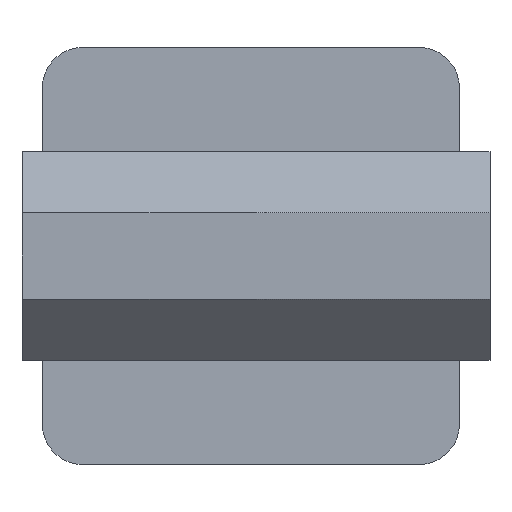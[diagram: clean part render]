
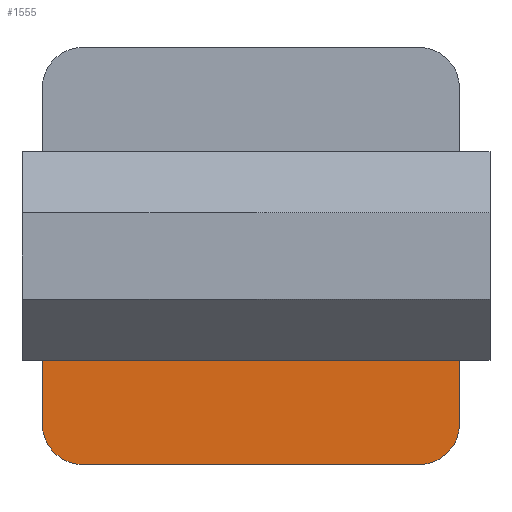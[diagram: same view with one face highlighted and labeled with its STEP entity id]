
A CAD part, front view. The second image highlights one B-rep face of the part: STEP entity #1555.
In plain terms, the highlighted planar face has unit normal (0, -1, 0).
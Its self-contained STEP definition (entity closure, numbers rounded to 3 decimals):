
#16 = AXIS2_PLACEMENT_3D ( 'NONE', #469, #1195, #305 ) ;
#18 = FACE_OUTER_BOUND ( 'NONE', #874, .T. ) ;
#66 = DIRECTION ( 'NONE',  ( 0., -1., 0. ) ) ;
#83 = VERTEX_POINT ( 'NONE', #1397 ) ;
#211 = LINE ( 'NONE', #360, #1393 ) ;
#231 = ORIENTED_EDGE ( 'NONE', *, *, #1121, .F. ) ;
#280 = EDGE_CURVE ( 'NONE', #1538, #1667, #288, .T. ) ;
#288 = LINE ( 'NONE', #1606, #836 ) ;
#305 = DIRECTION ( 'NONE',  ( 0., 0., -1. ) ) ;
#318 = CIRCLE ( 'NONE', #725, 8. ) ;
#337 = ORIENTED_EDGE ( 'NONE', *, *, #1738, .T. ) ;
#339 = CARTESIAN_POINT ( 'NONE',  ( 33., -33.8, -41. ) ) ;
#350 = VERTEX_POINT ( 'NONE', #1647 ) ;
#360 = CARTESIAN_POINT ( 'NONE',  ( 41., -33.8, -20.5 ) ) ;
#412 = EDGE_CURVE ( 'NONE', #490, #1667, #1632, .T. ) ;
#451 = DIRECTION ( 'NONE',  ( 0., -1., 0. ) ) ;
#469 = CARTESIAN_POINT ( 'NONE',  ( 33., -33.8, -33. ) ) ;
#490 = VERTEX_POINT ( 'NONE', #339 ) ;
#612 = DIRECTION ( 'NONE',  ( 0., 0., -1. ) ) ;
#708 = CARTESIAN_POINT ( 'NONE',  ( -33., -33.8, -41. ) ) ;
#719 = DIRECTION ( 'NONE',  ( -1., 0., 0. ) ) ;
#725 = AXIS2_PLACEMENT_3D ( 'NONE', #959, #66, #1557 ) ;
#735 = DIRECTION ( 'NONE',  ( 0., 0., -1. ) ) ;
#806 = DIRECTION ( 'NONE',  ( -1., 0., 0. ) ) ;
#807 = ORIENTED_EDGE ( 'NONE', *, *, #1035, .T. ) ;
#836 = VECTOR ( 'NONE', #735, 1000. ) ;
#874 = EDGE_LOOP ( 'NONE', ( #231, #1126, #1709, #807, #1206, #337 ) ) ;
#885 = AXIS2_PLACEMENT_3D ( 'NONE', #907, #451, #612 ) ;
#907 = CARTESIAN_POINT ( 'NONE',  ( 41., -33.8, -41. ) ) ;
#958 = EDGE_CURVE ( 'NONE', #83, #350, #1132, .T. ) ;
#959 = CARTESIAN_POINT ( 'NONE',  ( -33., -33.8, -33. ) ) ;
#962 = DIRECTION ( 'NONE',  ( 0., 0., 1. ) ) ;
#1035 = EDGE_CURVE ( 'NONE', #1538, #350, #211, .T. ) ;
#1121 = EDGE_CURVE ( 'NONE', #490, #1829, #1155, .T. ) ;
#1126 = ORIENTED_EDGE ( 'NONE', *, *, #412, .T. ) ;
#1132 = LINE ( 'NONE', #1260, #1164 ) ;
#1155 = LINE ( 'NONE', #1890, #1707 ) ;
#1164 = VECTOR ( 'NONE', #962, 1000. ) ;
#1195 = DIRECTION ( 'NONE',  ( 0., -1., 0. ) ) ;
#1197 = PLANE ( 'NONE',  #885 ) ;
#1206 = ORIENTED_EDGE ( 'NONE', *, *, #958, .F. ) ;
#1214 = CARTESIAN_POINT ( 'NONE',  ( 41., -33.8, -33. ) ) ;
#1260 = CARTESIAN_POINT ( 'NONE',  ( -41., -33.8, -41. ) ) ;
#1393 = VECTOR ( 'NONE', #806, 1000. ) ;
#1397 = CARTESIAN_POINT ( 'NONE',  ( -41., -33.8, -33. ) ) ;
#1538 = VERTEX_POINT ( 'NONE', #1892 ) ;
#1555 = ADVANCED_FACE ( 'NONE', ( #18 ), #1197, .T. ) ;
#1557 = DIRECTION ( 'NONE',  ( 0., 0., -1. ) ) ;
#1606 = CARTESIAN_POINT ( 'NONE',  ( 41., -33.8, 41. ) ) ;
#1632 = CIRCLE ( 'NONE', #16, 8. ) ;
#1647 = CARTESIAN_POINT ( 'NONE',  ( -41., -33.8, -20.5 ) ) ;
#1667 = VERTEX_POINT ( 'NONE', #1214 ) ;
#1707 = VECTOR ( 'NONE', #719, 1000. ) ;
#1709 = ORIENTED_EDGE ( 'NONE', *, *, #280, .F. ) ;
#1738 = EDGE_CURVE ( 'NONE', #83, #1829, #318, .T. ) ;
#1829 = VERTEX_POINT ( 'NONE', #708 ) ;
#1890 = CARTESIAN_POINT ( 'NONE',  ( -41., -33.8, -41. ) ) ;
#1892 = CARTESIAN_POINT ( 'NONE',  ( 41., -33.8, -20.5 ) ) ;
